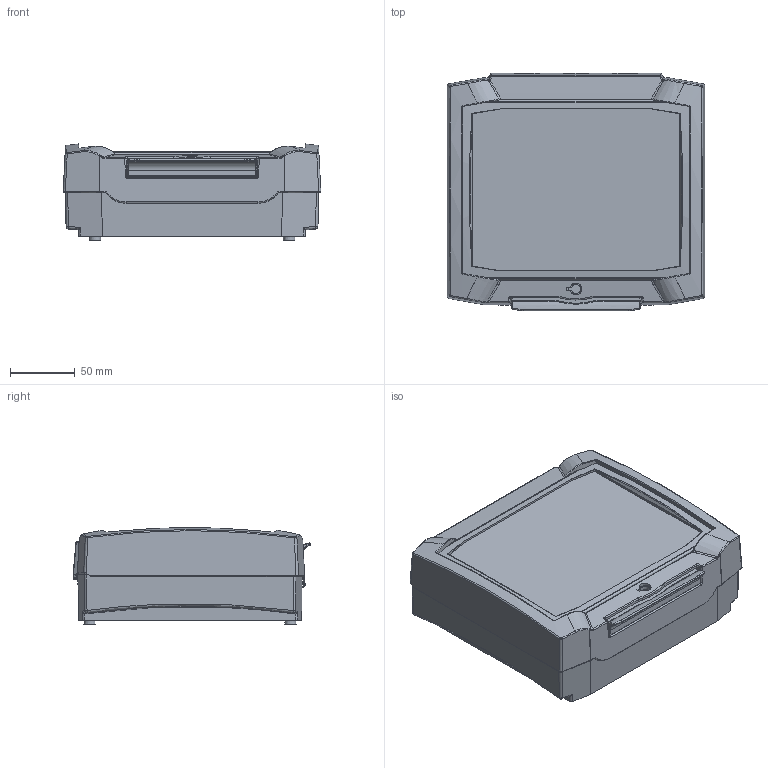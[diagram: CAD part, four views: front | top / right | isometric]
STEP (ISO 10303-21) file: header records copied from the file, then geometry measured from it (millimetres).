
FILE_DESCRIPTION(/* description */ (''),/* implementation_level */ '2;1');
FILE_NAME(/* name */ '2604187_3D.stp',/* time_stamp */ '2018-07-11T16:26:58+02:00',/* author */ ('haertel'),/* organization */ (''),/* preprocessor_version */ 'ST-DEVELOPER v16.13',/* originating_system */ 'Autodesk Inventor 2018',/* authorisation */ '');
FILE_SCHEMA (('AUTOMOTIVE_DESIGN { 1 0 10303 214 3 1 1 }'));
Products named in the file (6): 2604187_3D; PART11; PART1AAAA; 1011386_3D-test-2; 20160235_BCD 160 UT-05-7035; PART13
Assembly tree (5 placements, depth 2):
  2604187_3D
    PART11
    PART1AAAA
    1011386_3D-test-2
    20160235_BCD 160 UT-05-7035
    PART13
Bounding box: 199 x 183.65 x 74.37 mm (x, y, z)
Volume: 442608.8 mm3; surface area: 348184.9 mm2
Topology: 5 solids, 5 shells, 2861 faces, 7649 edges, 4827 vertices
Faces by surface type: plane 1442, cylinder 651, bspline 417, cone 189, sphere 143, torus 19
Full cylindrical faces by diameter (mm): 2 x2, 2.15 x8, 5.2 x4
Entity records: 128348 total; most frequent: CARTESIAN_POINT 56342, ORIENTED_EDGE 14858, DIRECTION 14045, EDGE_CURVE 7429, AXIS2_PLACEMENT_3D 4906, VERTEX_POINT 4802, LINE 4233, VECTOR 4233
